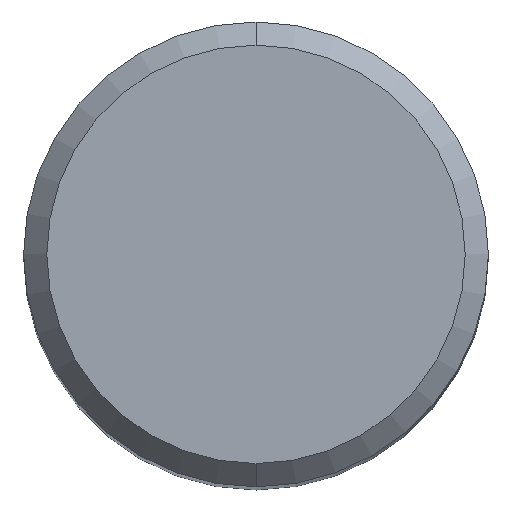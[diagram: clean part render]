
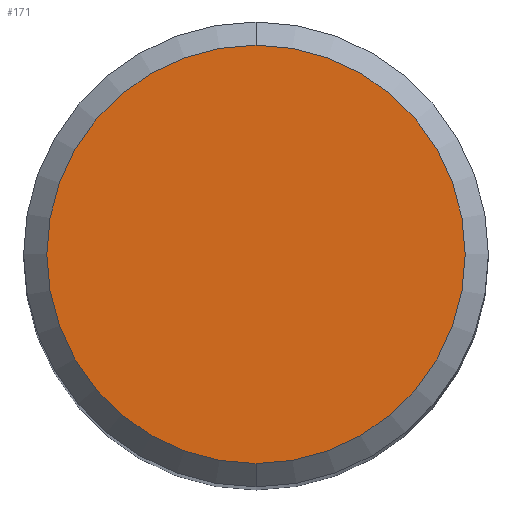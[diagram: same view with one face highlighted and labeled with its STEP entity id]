
A CAD part, top view. The second image highlights one B-rep face of the part: STEP entity #171.
In plain terms, the highlighted planar face has unit normal (0, 0, 1).
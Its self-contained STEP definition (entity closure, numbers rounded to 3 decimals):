
#141=VERTEX_POINT('',#300);
#171=ADVANCED_FACE('',(#333),#334,.T.);
#179=EDGE_CURVE('',#193,#141,#343,.T.);
#193=VERTEX_POINT('',#358);
#209=EDGE_CURVE('',#141,#193,#374,.T.);
#300=CARTESIAN_POINT('',(0.,-4.5,0.0));
#333=FACE_OUTER_BOUND('',#517,.T.);
#334=PLANE('',#518);
#343=CIRCLE('',#532,4.5);
#358=CARTESIAN_POINT('',(0.0,4.5,0.0));
#374=CIRCLE('',#572,4.5);
#517=EDGE_LOOP('',(#718,#719));
#518=AXIS2_PLACEMENT_3D('',#720,#721,#722);
#532=AXIS2_PLACEMENT_3D('',#733,#734,#735);
#572=AXIS2_PLACEMENT_3D('',#762,#763,#764);
#718=ORIENTED_EDGE('',*,*,#179,.F.);
#719=ORIENTED_EDGE('',*,*,#209,.F.);
#720=CARTESIAN_POINT('',(0.0,2.25,0.0));
#721=DIRECTION('',(-0.0,0.0,1.0));
#722=DIRECTION('',(0.0,-1.0,0.0));
#733=CARTESIAN_POINT('',(0.0,0.0,0.0));
#734=DIRECTION('',(0.0,0.0,-1.0));
#735=DIRECTION('',(0.0,1.0,0.0));
#762=CARTESIAN_POINT('',(0.0,0.0,0.0));
#763=DIRECTION('',(0.0,0.0,-1.0));
#764=DIRECTION('',(0.0,1.0,0.0));
